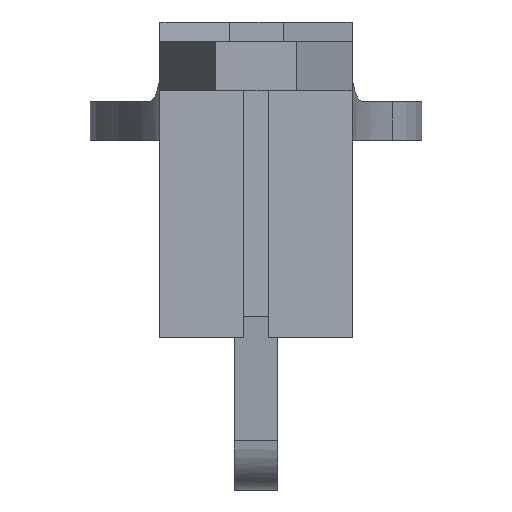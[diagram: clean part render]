
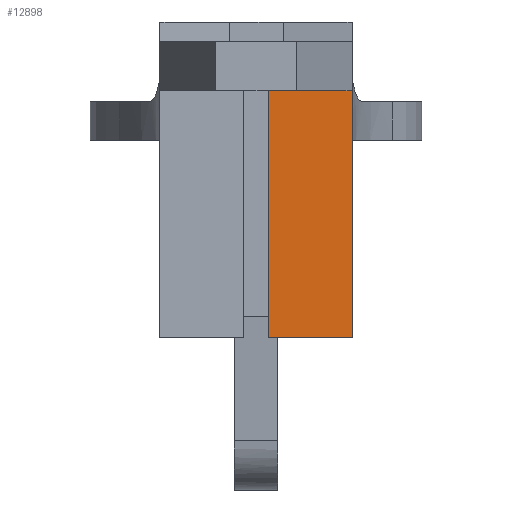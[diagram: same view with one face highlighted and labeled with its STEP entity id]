
A CAD part, left-side view. The second image highlights one B-rep face of the part: STEP entity #12898.
In plain terms, the highlighted planar face has unit normal (-1, 0, 0).
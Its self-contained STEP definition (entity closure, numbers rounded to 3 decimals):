
#834 = ORIENTED_EDGE ( 'NONE', *, *, #12835, .T. ) ;
#1263 = VECTOR ( 'NONE', #11609, 1000. ) ;
#1426 = DIRECTION ( 'NONE',  ( 0., 0., -1. ) ) ;
#1455 = ORIENTED_EDGE ( 'NONE', *, *, #12438, .F. ) ;
#2328 = CARTESIAN_POINT ( 'NONE',  ( -230.36, 176.254, 164.155 ) ) ;
#2390 = DIRECTION ( 'NONE',  ( 0., 0., -1. ) ) ;
#4591 = CARTESIAN_POINT ( 'NONE',  ( -230.36, 184.704, 132.196 ) ) ;
#4604 = AXIS2_PLACEMENT_3D ( 'NONE', #9827, #7891, #5902 ) ;
#4848 = EDGE_LOOP ( 'NONE', ( #834, #11229, #1455, #10982 ) ) ;
#4966 = EDGE_CURVE ( 'NONE', #10527, #7386, #12568, .T. ) ;
#5236 = CARTESIAN_POINT ( 'NONE',  ( -230.36, 176.254, 134.155 ) ) ;
#5251 = VECTOR ( 'NONE', #1426, 1000. ) ;
#5353 = VERTEX_POINT ( 'NONE', #10240 ) ;
#5435 = CARTESIAN_POINT ( 'NONE',  ( -230.36, 186.004, 134.155 ) ) ;
#5518 = VECTOR ( 'NONE', #2390, 1000. ) ;
#5902 = DIRECTION ( 'NONE',  ( 0., 1., 0. ) ) ;
#6581 = CARTESIAN_POINT ( 'NONE',  ( -230.36, 184.704, 159.155 ) ) ;
#6920 = LINE ( 'NONE', #9037, #9710 ) ;
#7386 = VERTEX_POINT ( 'NONE', #5236 ) ;
#7891 = DIRECTION ( 'NONE',  ( 1., 0., 0. ) ) ;
#8487 = LINE ( 'NONE', #5435, #1263 ) ;
#8886 = FACE_OUTER_BOUND ( 'NONE', #4848, .T. ) ;
#9037 = CARTESIAN_POINT ( 'NONE',  ( -230.36, 195.754, 159.155 ) ) ;
#9429 = LINE ( 'NONE', #4591, #5251 ) ;
#9671 = CARTESIAN_POINT ( 'NONE',  ( -230.36, 176.254, 159.155 ) ) ;
#9710 = VECTOR ( 'NONE', #9851, 1000. ) ;
#9827 = CARTESIAN_POINT ( 'NONE',  ( -230.36, 195.754, 134.155 ) ) ;
#9851 = DIRECTION ( 'NONE',  ( 0., -1., 0. ) ) ;
#9888 = VERTEX_POINT ( 'NONE', #6581 ) ;
#10240 = CARTESIAN_POINT ( 'NONE',  ( -230.36, 184.704, 134.155 ) ) ;
#10527 = VERTEX_POINT ( 'NONE', #9671 ) ;
#10982 = ORIENTED_EDGE ( 'NONE', *, *, #12664, .T. ) ;
#11229 = ORIENTED_EDGE ( 'NONE', *, *, #4966, .F. ) ;
#11609 = DIRECTION ( 'NONE',  ( 0., -1., 0. ) ) ;
#11993 = PLANE ( 'NONE',  #4604 ) ;
#12438 = EDGE_CURVE ( 'NONE', #9888, #10527, #6920, .T. ) ;
#12568 = LINE ( 'NONE', #2328, #5518 ) ;
#12664 = EDGE_CURVE ( 'NONE', #9888, #5353, #9429, .T. ) ;
#12835 = EDGE_CURVE ( 'NONE', #5353, #7386, #8487, .T. ) ;
#12898 = ADVANCED_FACE ( 'NONE', ( #8886 ), #11993, .F. ) ;
